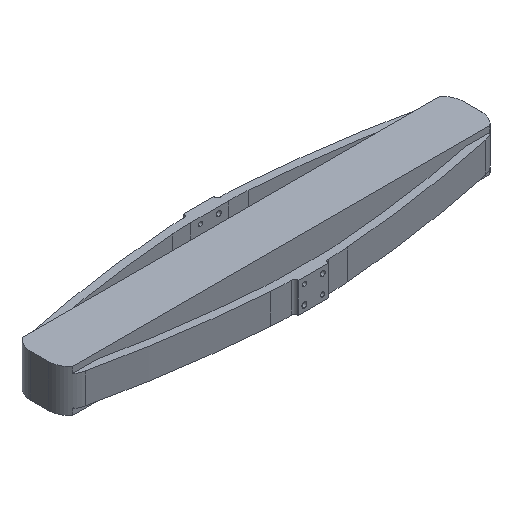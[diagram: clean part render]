
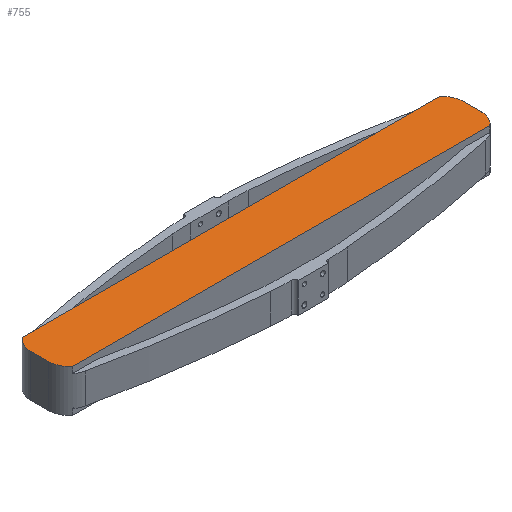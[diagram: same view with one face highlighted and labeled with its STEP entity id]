
A CAD part, isometric view. The second image highlights one B-rep face of the part: STEP entity #755.
In plain terms, the highlighted planar face has unit normal (0, 0, 1).
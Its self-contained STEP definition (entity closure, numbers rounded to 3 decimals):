
#303 = VERTEX_POINT ( 'NONE', #1349 ) ;
#392 = EDGE_CURVE ( 'NONE', #415, #399, #1497, .T. ) ;
#394 = EDGE_CURVE ( 'NONE', #303, #415, #1547, .T. ) ;
#399 = VERTEX_POINT ( 'NONE', #1594 ) ;
#415 = VERTEX_POINT ( 'NONE', #1564 ) ;
#435 = EDGE_CURVE ( 'NONE', #469, #303, #1523, .T. ) ;
#469 = VERTEX_POINT ( 'NONE', #1645 ) ;
#482 = EDGE_CURVE ( 'NONE', #534, #582, #1667, .T. ) ;
#515 = EDGE_CURVE ( 'NONE', #582, #581, #1731, .T. ) ;
#534 = VERTEX_POINT ( 'NONE', #1644 ) ;
#581 = VERTEX_POINT ( 'NONE', #1813 ) ;
#582 = VERTEX_POINT ( 'NONE', #1796 ) ;
#633 = VERTEX_POINT ( 'NONE', #1923 ) ;
#676 = EDGE_CURVE ( 'NONE', #581, #633, #2005, .T. ) ;
#702 = ORIENTED_EDGE ( 'NONE', *, *, #515, .T. ) ;
#710 = ORIENTED_EDGE ( 'NONE', *, *, #751, .T. ) ;
#712 = EDGE_LOOP ( 'NONE', ( #757, #702, #756, #710, #750, #775, #783, #772 ) ) ;
#749 = EDGE_CURVE ( 'NONE', #399, #534, #1749, .T. ) ;
#750 = ORIENTED_EDGE ( 'NONE', *, *, #435, .T. ) ;
#751 = EDGE_CURVE ( 'NONE', #633, #469, #1960, .T. ) ;
#755 = ADVANCED_FACE ( 'NONE', ( #1988 ), #1984, .T. ) ;
#756 = ORIENTED_EDGE ( 'NONE', *, *, #676, .T. ) ;
#757 = ORIENTED_EDGE ( 'NONE', *, *, #482, .T. ) ;
#772 = ORIENTED_EDGE ( 'NONE', *, *, #749, .T. ) ;
#775 = ORIENTED_EDGE ( 'NONE', *, *, #394, .T. ) ;
#783 = ORIENTED_EDGE ( 'NONE', *, *, #392, .T. ) ;
#1349 = CARTESIAN_POINT ( 'NONE',  ( 107.075, -4.5, 10.5 ) ) ;
#1474 = AXIS2_PLACEMENT_3D ( 'NONE', #1476, #1516, #1515 ) ;
#1476 = CARTESIAN_POINT ( 'NONE',  ( 96.767, -4.5, 10.5 ) ) ;
#1493 = DIRECTION ( 'NONE',  ( 1., 0., 0. ) ) ;
#1494 = DIRECTION ( 'NONE',  ( 0., 0., 1. ) ) ;
#1495 = CARTESIAN_POINT ( 'NONE',  ( 96.767, 4.5, 10.5 ) ) ;
#1496 = AXIS2_PLACEMENT_3D ( 'NONE', #1495, #1494, #1493 ) ;
#1497 = CIRCLE ( 'NONE', #1496, 10.308 ) ;
#1515 = DIRECTION ( 'NONE',  ( 1., 0., 0. ) ) ;
#1516 = DIRECTION ( 'NONE',  ( 0., 0., 1. ) ) ;
#1523 = CIRCLE ( 'NONE', #1474, 10.308 ) ;
#1528 = DIRECTION ( 'NONE',  ( 0., 1., 0. ) ) ;
#1529 = CARTESIAN_POINT ( 'NONE',  ( 107.075, -4.5, 10.5 ) ) ;
#1547 = LINE ( 'NONE', #1529, #1570 ) ;
#1564 = CARTESIAN_POINT ( 'NONE',  ( 107.075, 4.5, 10.5 ) ) ;
#1570 = VECTOR ( 'NONE', #1528, 1000. ) ;
#1594 = CARTESIAN_POINT ( 'NONE',  ( 103.267, 12.5, 10.5 ) ) ;
#1644 = CARTESIAN_POINT ( 'NONE',  ( -103.267, 12.5, 10.5 ) ) ;
#1645 = CARTESIAN_POINT ( 'NONE',  ( 103.267, -12.5, 10.5 ) ) ;
#1658 = DIRECTION ( 'NONE',  ( 0., 0., 1. ) ) ;
#1667 = CIRCLE ( 'NONE', #1668, 10.308 ) ;
#1668 = AXIS2_PLACEMENT_3D ( 'NONE', #1685, #1658, #1670 ) ;
#1670 = DIRECTION ( 'NONE',  ( 1., 0., 0. ) ) ;
#1685 = CARTESIAN_POINT ( 'NONE',  ( -96.767, 4.5, 10.5 ) ) ;
#1729 = CARTESIAN_POINT ( 'NONE',  ( -107.075, -4.5, 10.5 ) ) ;
#1731 = LINE ( 'NONE', #1729, #1751 ) ;
#1748 = CARTESIAN_POINT ( 'NONE',  ( -103.267, 12.5, 10.5 ) ) ;
#1749 = LINE ( 'NONE', #1748, #1782 ) ;
#1750 = DIRECTION ( 'NONE',  ( 0., -1., 0. ) ) ;
#1751 = VECTOR ( 'NONE', #1750, 1000. ) ;
#1772 = CARTESIAN_POINT ( 'NONE',  ( -103.267, -12.5, 10.5 ) ) ;
#1782 = VECTOR ( 'NONE', #1784, 1000. ) ;
#1784 = DIRECTION ( 'NONE',  ( -1., 0., 0. ) ) ;
#1791 = DIRECTION ( 'NONE',  ( 1., 0., 0. ) ) ;
#1792 = VECTOR ( 'NONE', #1791, 1000. ) ;
#1796 = CARTESIAN_POINT ( 'NONE',  ( -107.075, 4.5, 10.5 ) ) ;
#1813 = CARTESIAN_POINT ( 'NONE',  ( -107.075, -4.5, 10.5 ) ) ;
#1923 = CARTESIAN_POINT ( 'NONE',  ( -103.267, -12.5, 10.5 ) ) ;
#1960 = LINE ( 'NONE', #1772, #1792 ) ;
#1976 = AXIS2_PLACEMENT_3D ( 'NONE', #1993, #2003, #1998 ) ;
#1977 = DIRECTION ( 'NONE',  ( 1., 0., 0. ) ) ;
#1978 = DIRECTION ( 'NONE',  ( 0., 0., 1. ) ) ;
#1984 = PLANE ( 'NONE',  #1987 ) ;
#1986 = CARTESIAN_POINT ( 'NONE',  ( -96.767, 4.5, 10.5 ) ) ;
#1987 = AXIS2_PLACEMENT_3D ( 'NONE', #1986, #1978, #1977 ) ;
#1988 = FACE_OUTER_BOUND ( 'NONE', #712, .T. ) ;
#1993 = CARTESIAN_POINT ( 'NONE',  ( -96.767, -4.5, 10.5 ) ) ;
#1998 = DIRECTION ( 'NONE',  ( 1., 0., 0. ) ) ;
#2003 = DIRECTION ( 'NONE',  ( 0., 0., 1. ) ) ;
#2005 = CIRCLE ( 'NONE', #1976, 10.308 ) ;
